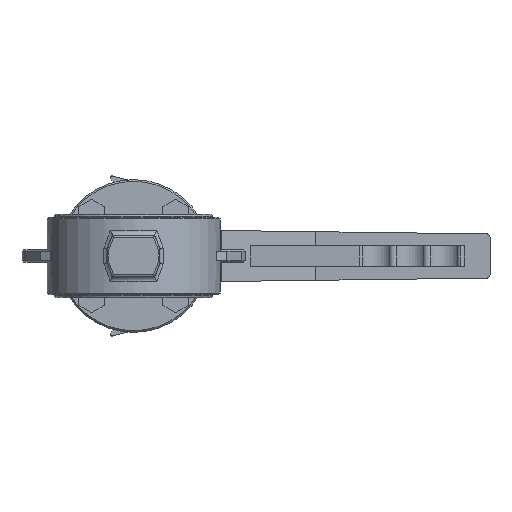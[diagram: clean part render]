
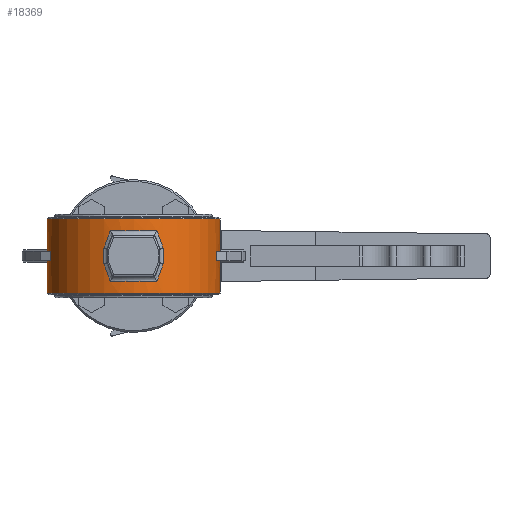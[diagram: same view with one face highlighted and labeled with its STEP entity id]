
A CAD part, front view. The second image highlights one B-rep face of the part: STEP entity #18369.
In plain terms, the highlighted cylindrical face has radius 51 mm (diameter 102 mm), a partial arc.
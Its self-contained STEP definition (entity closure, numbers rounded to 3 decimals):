
#262=ELLIPSE('',#19570,152.765,51.);
#264=ELLIPSE('',#19640,152.765,51.);
#266=ELLIPSE('',#19647,152.765,51.);
#268=ELLIPSE('',#19655,152.765,51.);
#1050=CYLINDRICAL_SURFACE('',#19673,51.);
#1942=LINE('',#33144,#3112);
#1946=LINE('',#33153,#3116);
#1996=LINE('',#33750,#3166);
#1999=LINE('',#33806,#3169);
#2016=LINE('',#34020,#3186);
#2017=LINE('',#34021,#3187);
#2020=LINE('',#34026,#3190);
#2021=LINE('',#34027,#3191);
#3112=VECTOR('',#22652,1000.);
#3116=VECTOR('',#22658,1000.);
#3166=VECTOR('',#22858,1000.);
#3169=VECTOR('',#22867,1000.);
#3186=VECTOR('',#22934,1000.);
#3187=VECTOR('',#22935,1000.);
#3190=VECTOR('',#22942,1000.);
#3191=VECTOR('',#22943,1000.);
#6866=ORIENTED_EDGE('',*,*,#9502,.F.);
#6867=ORIENTED_EDGE('',*,*,#9612,.T.);
#6868=ORIENTED_EDGE('',*,*,#9477,.T.);
#6869=ORIENTED_EDGE('',*,*,#9457,.T.);
#6870=ORIENTED_EDGE('',*,*,#9472,.F.);
#6871=ORIENTED_EDGE('',*,*,#9611,.T.);
#6872=ORIENTED_EDGE('',*,*,#9527,.T.);
#6873=ORIENTED_EDGE('',*,*,#9616,.F.);
#6874=ORIENTED_EDGE('',*,*,#9463,.F.);
#6875=ORIENTED_EDGE('',*,*,#9453,.F.);
#6876=ORIENTED_EDGE('',*,*,#9467,.T.);
#6877=ORIENTED_EDGE('',*,*,#9615,.F.);
#6878=ORIENTED_EDGE('',*,*,#9580,.F.);
#6879=ORIENTED_EDGE('',*,*,#9570,.F.);
#6880=ORIENTED_EDGE('',*,*,#9576,.T.);
#6881=ORIENTED_EDGE('',*,*,#9461,.F.);
#6882=ORIENTED_EDGE('',*,*,#9574,.T.);
#6883=ORIENTED_EDGE('',*,*,#9583,.F.);
#6884=ORIENTED_EDGE('',*,*,#9588,.T.);
#6885=ORIENTED_EDGE('',*,*,#9592,.F.);
#9453=EDGE_CURVE('',#11172,#11171,#1942,.T.);
#9457=EDGE_CURVE('',#11173,#11176,#1946,.T.);
#9461=EDGE_CURVE('',#11180,#11181,#262,.T.);
#9463=EDGE_CURVE('',#11171,#11182,#12002,.T.);
#9467=EDGE_CURVE('',#11172,#11184,#12003,.T.);
#9472=EDGE_CURVE('',#11188,#11176,#12004,.T.);
#9477=EDGE_CURVE('',#11190,#11173,#12005,.T.);
#9502=EDGE_CURVE('',#11212,#11213,#12016,.T.);
#9527=EDGE_CURVE('',#11233,#11232,#12026,.T.);
#9570=EDGE_CURVE('',#11256,#11257,#264,.T.);
#9574=EDGE_CURVE('',#11180,#11260,#1996,.T.);
#9576=EDGE_CURVE('',#11256,#11181,#12038,.T.);
#9580=EDGE_CURVE('',#11257,#11262,#1999,.T.);
#9583=EDGE_CURVE('',#11265,#11260,#266,.T.);
#9588=EDGE_CURVE('',#11265,#11269,#12041,.T.);
#9592=EDGE_CURVE('',#11262,#11269,#268,.T.);
#9611=EDGE_CURVE('',#11188,#11233,#2016,.T.);
#9612=EDGE_CURVE('',#11212,#11190,#2017,.T.);
#9615=EDGE_CURVE('',#11213,#11184,#2020,.T.);
#9616=EDGE_CURVE('',#11182,#11232,#2021,.T.);
#11171=VERTEX_POINT('',#33141);
#11172=VERTEX_POINT('',#33143);
#11173=VERTEX_POINT('',#33147);
#11176=VERTEX_POINT('',#33152);
#11180=VERTEX_POINT('',#33227);
#11181=VERTEX_POINT('',#33229);
#11182=VERTEX_POINT('',#33284);
#11184=VERTEX_POINT('',#33290);
#11188=VERTEX_POINT('',#33301);
#11190=VERTEX_POINT('',#33307);
#11212=VERTEX_POINT('',#33375);
#11213=VERTEX_POINT('',#33377);
#11232=VERTEX_POINT('',#33457);
#11233=VERTEX_POINT('',#33459);
#11256=VERTEX_POINT('',#33656);
#11257=VERTEX_POINT('',#33658);
#11260=VERTEX_POINT('',#33749);
#11262=VERTEX_POINT('',#33804);
#11265=VERTEX_POINT('',#33886);
#11269=VERTEX_POINT('',#33950);
#12002=CIRCLE('',#19572,51.);
#12003=CIRCLE('',#19574,51.);
#12004=CIRCLE('',#19577,51.);
#12005=CIRCLE('',#19579,51.);
#12016=CIRCLE('',#19597,51.);
#12026=CIRCLE('',#19614,51.);
#12038=CIRCLE('',#19644,51.);
#12041=CIRCLE('',#19651,51.);
#12932=EDGE_LOOP('',(#6866,#6867,#6868,#6869,#6870,#6871,#6872,#6873,#6874,
#6875,#6876,#6877));
#12933=EDGE_LOOP('',(#6878,#6879,#6880,#6881,#6882,#6883,#6884,#6885));
#13959=FACE_BOUND('',#12932,.T.);
#13960=FACE_BOUND('',#12933,.T.);
#18369=ADVANCED_FACE('',(#13959,#13960),#1050,.T.);
#19570=AXIS2_PLACEMENT_3D('',#33228,#22663,#22664);
#19572=AXIS2_PLACEMENT_3D('',#33283,#22667,#22668);
#19574=AXIS2_PLACEMENT_3D('',#33292,#22674,#22675);
#19577=AXIS2_PLACEMENT_3D('',#33302,#22684,#22685);
#19579=AXIS2_PLACEMENT_3D('',#33311,#22692,#22693);
#19597=AXIS2_PLACEMENT_3D('',#33376,#22739,#22740);
#19614=AXIS2_PLACEMENT_3D('',#33458,#22781,#22782);
#19640=AXIS2_PLACEMENT_3D('',#33657,#22852,#22853);
#19644=AXIS2_PLACEMENT_3D('',#33753,#22862,#22863);
#19647=AXIS2_PLACEMENT_3D('',#33887,#22870,#22871);
#19651=AXIS2_PLACEMENT_3D('',#33951,#22878,#22879);
#19655=AXIS2_PLACEMENT_3D('',#33984,#22886,#22887);
#19673=AXIS2_PLACEMENT_3D('',#34028,#22944,#22945);
#22652=DIRECTION('',(0.,0.,-1.));
#22658=DIRECTION('',(0.,0.,-1.));
#22663=DIRECTION('',(-0.943,0.,-0.334));
#22664=DIRECTION('',(0.334,0.,-0.943));
#22667=DIRECTION('',(0.,0.,1.));
#22668=DIRECTION('',(-1.,0.,0.));
#22674=DIRECTION('',(0.,0.,1.));
#22675=DIRECTION('',(-1.,0.,0.));
#22684=DIRECTION('',(0.,0.,1.));
#22685=DIRECTION('',(1.,0.,0.));
#22692=DIRECTION('',(0.,0.,1.));
#22693=DIRECTION('',(1.,0.,0.));
#22739=DIRECTION('',(0.,0.,1.));
#22740=DIRECTION('',(1.,0.,0.));
#22781=DIRECTION('',(0.,0.,1.));
#22782=DIRECTION('',(1.,0.,0.));
#22852=DIRECTION('',(0.943,0.,-0.334));
#22853=DIRECTION('',(-0.334,0.,-0.943));
#22858=DIRECTION('',(0.,0.,-1.));
#22862=DIRECTION('',(0.,0.,1.));
#22863=DIRECTION('',(1.,0.,0.));
#22867=DIRECTION('',(0.,0.,-1.));
#22870=DIRECTION('',(-0.943,0.,0.334));
#22871=DIRECTION('',(-0.334,0.,-0.943));
#22878=DIRECTION('',(0.,0.,-1.));
#22879=DIRECTION('',(-1.,0.,0.));
#22886=DIRECTION('',(0.943,0.,0.334));
#22887=DIRECTION('',(0.334,0.,-0.943));
#22934=DIRECTION('',(0.,0.,-1.));
#22935=DIRECTION('',(0.,0.,-1.));
#22942=DIRECTION('',(0.,0.,-1.));
#22943=DIRECTION('',(0.,0.,-1.));
#22944=DIRECTION('',(0.,0.,1.));
#22945=DIRECTION('',(-1.,0.,0.));
#33141=CARTESIAN_POINT('',(48.744,-15.,-2.75));
#33143=CARTESIAN_POINT('',(48.744,-15.,2.75));
#33144=CARTESIAN_POINT('',(48.744,-15.,2.75));
#33147=CARTESIAN_POINT('',(-48.744,-15.,2.75));
#33152=CARTESIAN_POINT('',(-48.744,-15.,-2.75));
#33153=CARTESIAN_POINT('',(-48.744,-15.,2.75));
#33227=CARTESIAN_POINT('',(17.472,-47.914,4.544));
#33228=CARTESIAN_POINT('',(0.,0.,53.877));
#33229=CARTESIAN_POINT('',(13.769,-49.106,15.));
#33283=CARTESIAN_POINT('',(0.,0.,-2.75));
#33284=CARTESIAN_POINT('',(51.,-0.1,-2.75));
#33290=CARTESIAN_POINT('',(51.,-0.1,2.75));
#33292=CARTESIAN_POINT('',(0.,0.,2.75));
#33301=CARTESIAN_POINT('',(-51.,-0.1,-2.75));
#33302=CARTESIAN_POINT('',(0.,0.,-2.75));
#33307=CARTESIAN_POINT('',(-51.,-0.1,2.75));
#33311=CARTESIAN_POINT('',(0.,0.,2.75));
#33375=CARTESIAN_POINT('',(-51.,-0.1,21.8));
#33376=CARTESIAN_POINT('',(0.,0.,21.8));
#33377=CARTESIAN_POINT('',(51.,-0.1,21.8));
#33457=CARTESIAN_POINT('',(51.,-0.1,-21.8));
#33458=CARTESIAN_POINT('',(0.,0.,-21.8));
#33459=CARTESIAN_POINT('',(-51.,-0.1,-21.8));
#33656=CARTESIAN_POINT('',(-13.769,-49.106,15.));
#33657=CARTESIAN_POINT('',(0.,0.,53.877));
#33658=CARTESIAN_POINT('',(-17.472,-47.914,4.544));
#33749=CARTESIAN_POINT('',(17.472,-47.914,-4.544));
#33750=CARTESIAN_POINT('',(17.472,-47.914,22.8));
#33753=CARTESIAN_POINT('',(0.,0.,15.));
#33804=CARTESIAN_POINT('',(-17.472,-47.914,-4.544));
#33806=CARTESIAN_POINT('',(-17.472,-47.914,22.8));
#33886=CARTESIAN_POINT('',(13.769,-49.106,-15.));
#33887=CARTESIAN_POINT('',(0.,0.,-53.877));
#33950=CARTESIAN_POINT('',(-13.769,-49.106,-15.));
#33951=CARTESIAN_POINT('',(0.,0.,-15.));
#33984=CARTESIAN_POINT('',(0.,0.,-53.877));
#34020=CARTESIAN_POINT('',(-51.,-0.1,22.8));
#34021=CARTESIAN_POINT('',(-51.,-0.1,22.8));
#34026=CARTESIAN_POINT('',(51.,-0.1,22.8));
#34027=CARTESIAN_POINT('',(51.,-0.1,22.8));
#34028=CARTESIAN_POINT('',(0.,0.,22.8));
